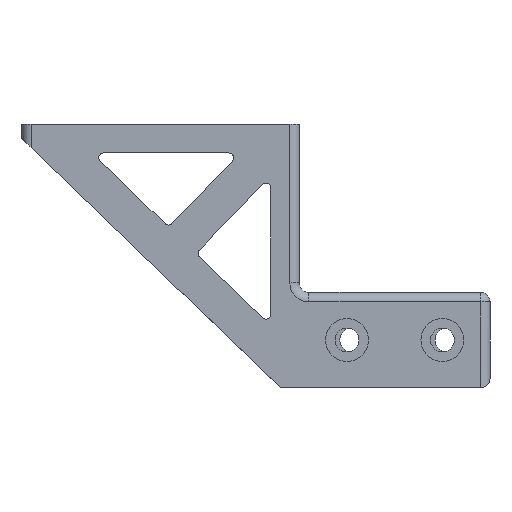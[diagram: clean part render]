
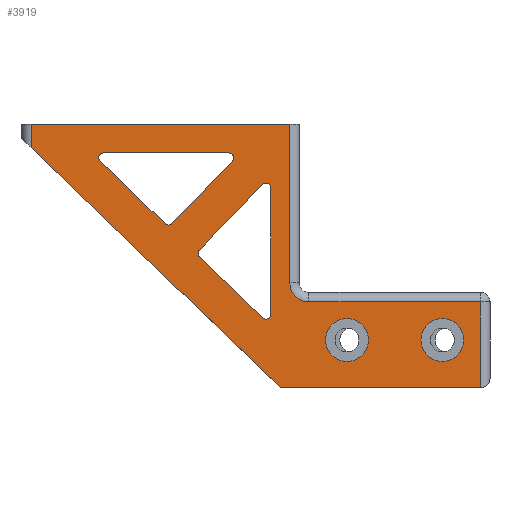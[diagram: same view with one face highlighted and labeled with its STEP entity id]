
A CAD part, left-side view. The second image highlights one B-rep face of the part: STEP entity #3919.
In plain terms, the highlighted planar face has unit normal (-1, 0, 0).
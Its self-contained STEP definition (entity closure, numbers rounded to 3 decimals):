
#30=FACE_BOUND('',#469,.T.);
#31=FACE_BOUND('',#470,.T.);
#32=FACE_BOUND('',#471,.T.);
#33=FACE_BOUND('',#472,.T.);
#114=PLANE('',#4197);
#239=FACE_OUTER_BOUND('',#468,.T.);
#468=EDGE_LOOP('',(#2757,#2758,#2759,#2760,#2761,#2762,#2763,#2764));
#469=EDGE_LOOP('',(#2765,#2766,#2767,#2768,#2769,#2770));
#470=EDGE_LOOP('',(#2771,#2772,#2773,#2774,#2775,#2776));
#471=EDGE_LOOP('',(#2777));
#472=EDGE_LOOP('',(#2778));
#755=LINE('',#5886,#1127);
#761=LINE('',#5901,#1133);
#764=LINE('',#5910,#1136);
#767=LINE('',#5922,#1139);
#771=LINE('',#5934,#1143);
#776=LINE('',#5946,#1148);
#778=LINE('',#5955,#1150);
#779=LINE('',#5958,#1151);
#793=LINE('',#6012,#1165);
#794=LINE('',#6014,#1166);
#795=LINE('',#6016,#1167);
#796=LINE('',#6018,#1168);
#797=LINE('',#6021,#1169);
#1127=VECTOR('',#4648,10.);
#1133=VECTOR('',#4662,10.);
#1136=VECTOR('',#4673,10.);
#1139=VECTOR('',#4684,10.);
#1143=VECTOR('',#4696,10.);
#1148=VECTOR('',#4709,10.);
#1150=VECTOR('',#4717,10.);
#1151=VECTOR('',#4720,10.);
#1165=VECTOR('',#4762,10.);
#1166=VECTOR('',#4763,10.);
#1167=VECTOR('',#4764,10.);
#1168=VECTOR('',#4765,10.);
#1169=VECTOR('',#4768,10.);
#1485=CIRCLE('',#4157,1.);
#1487=CIRCLE('',#4161,1.);
#1489=CIRCLE('',#4165,1.);
#1491=CIRCLE('',#4169,1.);
#1493=CIRCLE('',#4173,1.);
#1495=CIRCLE('',#4177,1.);
#1511=CIRCLE('',#4198,4.);
#1512=CIRCLE('',#4199,4.5);
#1513=CIRCLE('',#4200,4.5);
#1697=VERTEX_POINT('',#5876);
#1698=VERTEX_POINT('',#5877);
#1701=VERTEX_POINT('',#5885);
#1703=VERTEX_POINT('',#5891);
#1704=VERTEX_POINT('',#5892);
#1707=VERTEX_POINT('',#5903);
#1709=VERTEX_POINT('',#5912);
#1710=VERTEX_POINT('',#5913);
#1713=VERTEX_POINT('',#5921);
#1715=VERTEX_POINT('',#5927);
#1717=VERTEX_POINT('',#5933);
#1719=VERTEX_POINT('',#5939);
#1721=VERTEX_POINT('',#5948);
#1724=VERTEX_POINT('',#5953);
#1725=VERTEX_POINT('',#5957);
#1751=VERTEX_POINT('',#6011);
#1752=VERTEX_POINT('',#6013);
#1753=VERTEX_POINT('',#6015);
#1754=VERTEX_POINT('',#6017);
#1755=VERTEX_POINT('',#6019);
#1756=VERTEX_POINT('',#6022);
#1757=VERTEX_POINT('',#6024);
#2085=EDGE_CURVE('',#1697,#1698,#1485,.T.);
#2089=EDGE_CURVE('',#1701,#1698,#755,.T.);
#2092=EDGE_CURVE('',#1703,#1704,#1487,.T.);
#2097=EDGE_CURVE('',#1697,#1704,#761,.T.);
#2098=EDGE_CURVE('',#1701,#1707,#1489,.T.);
#2102=EDGE_CURVE('',#1703,#1707,#764,.T.);
#2103=EDGE_CURVE('',#1709,#1710,#1491,.T.);
#2107=EDGE_CURVE('',#1713,#1710,#767,.T.);
#2110=EDGE_CURVE('',#1713,#1715,#1493,.T.);
#2113=EDGE_CURVE('',#1717,#1715,#771,.T.);
#2116=EDGE_CURVE('',#1717,#1719,#1495,.T.);
#2120=EDGE_CURVE('',#1709,#1719,#776,.T.);
#2124=EDGE_CURVE('',#1724,#1721,#778,.T.);
#2125=EDGE_CURVE('',#1721,#1725,#779,.T.);
#2152=EDGE_CURVE('',#1724,#1751,#793,.T.);
#2153=EDGE_CURVE('',#1751,#1752,#794,.T.);
#2154=EDGE_CURVE('',#1753,#1752,#795,.T.);
#2155=EDGE_CURVE('',#1754,#1753,#796,.T.);
#2156=EDGE_CURVE('',#1755,#1754,#1511,.T.);
#2157=EDGE_CURVE('',#1725,#1755,#797,.T.);
#2158=EDGE_CURVE('',#1756,#1756,#1512,.T.);
#2159=EDGE_CURVE('',#1757,#1757,#1513,.T.);
#2757=ORIENTED_EDGE('',*,*,#2124,.F.);
#2758=ORIENTED_EDGE('',*,*,#2152,.T.);
#2759=ORIENTED_EDGE('',*,*,#2153,.T.);
#2760=ORIENTED_EDGE('',*,*,#2154,.F.);
#2761=ORIENTED_EDGE('',*,*,#2155,.F.);
#2762=ORIENTED_EDGE('',*,*,#2156,.F.);
#2763=ORIENTED_EDGE('',*,*,#2157,.F.);
#2764=ORIENTED_EDGE('',*,*,#2125,.F.);
#2765=ORIENTED_EDGE('',*,*,#2097,.T.);
#2766=ORIENTED_EDGE('',*,*,#2092,.F.);
#2767=ORIENTED_EDGE('',*,*,#2102,.T.);
#2768=ORIENTED_EDGE('',*,*,#2098,.F.);
#2769=ORIENTED_EDGE('',*,*,#2089,.T.);
#2770=ORIENTED_EDGE('',*,*,#2085,.F.);
#2771=ORIENTED_EDGE('',*,*,#2120,.T.);
#2772=ORIENTED_EDGE('',*,*,#2116,.F.);
#2773=ORIENTED_EDGE('',*,*,#2113,.T.);
#2774=ORIENTED_EDGE('',*,*,#2110,.F.);
#2775=ORIENTED_EDGE('',*,*,#2107,.T.);
#2776=ORIENTED_EDGE('',*,*,#2103,.F.);
#2777=ORIENTED_EDGE('',*,*,#2158,.T.);
#2778=ORIENTED_EDGE('',*,*,#2159,.T.);
#3919=ADVANCED_FACE('',(#239,#30,#31,#32,#33),#114,.T.);
#4157=AXIS2_PLACEMENT_3D('',#5878,#4640,#4641);
#4161=AXIS2_PLACEMENT_3D('',#5893,#4653,#4654);
#4165=AXIS2_PLACEMENT_3D('',#5904,#4665,#4666);
#4169=AXIS2_PLACEMENT_3D('',#5914,#4676,#4677);
#4173=AXIS2_PLACEMENT_3D('',#5928,#4689,#4690);
#4177=AXIS2_PLACEMENT_3D('',#5940,#4701,#4702);
#4197=AXIS2_PLACEMENT_3D('',#6010,#4760,#4761);
#4198=AXIS2_PLACEMENT_3D('',#6020,#4766,#4767);
#4199=AXIS2_PLACEMENT_3D('',#6023,#4769,#4770);
#4200=AXIS2_PLACEMENT_3D('',#6025,#4771,#4772);
#4640=DIRECTION('center_axis',(-1.,0.,0.));
#4641=DIRECTION('ref_axis',(0.,1.,-0.018));
#4648=DIRECTION('',(0.,0.72,0.694));
#4653=DIRECTION('center_axis',(-1.,0.,0.));
#4654=DIRECTION('ref_axis',(0.,-0.374,0.927));
#4662=DIRECTION('',(0.,-0.694,0.72));
#4665=DIRECTION('center_axis',(-1.,0.,0.));
#4666=DIRECTION('ref_axis',(0.,-0.391,-0.92));
#4673=DIRECTION('',(0.,0.,-1.));
#4676=DIRECTION('center_axis',(-1.,0.,0.));
#4677=DIRECTION('ref_axis',(0.,-0.92,0.391));
#4684=DIRECTION('',(0.,-1.,0.));
#4689=DIRECTION('center_axis',(-1.,0.,0.));
#4690=DIRECTION('ref_axis',(0.,0.927,0.374));
#4696=DIRECTION('',(0.,0.72,0.694));
#4701=DIRECTION('center_axis',(-1.,0.,0.));
#4702=DIRECTION('ref_axis',(0.,-0.018,-1.));
#4709=DIRECTION('',(0.,0.694,-0.72));
#4717=DIRECTION('',(0.,0.,1.));
#4720=DIRECTION('',(0.,-1.,0.));
#4760=DIRECTION('center_axis',(-1.,0.,0.));
#4761=DIRECTION('ref_axis',(0.,-1.,0.));
#4762=DIRECTION('',(0.,-0.72,-0.694));
#4763=DIRECTION('',(0.,-1.,0.));
#4764=DIRECTION('',(0.,0.,-1.));
#4765=DIRECTION('',(0.,-1.,0.));
#4766=DIRECTION('center_axis',(-1.,0.,0.));
#4767=DIRECTION('ref_axis',(0.,0.707,-0.707));
#4768=DIRECTION('',(0.,0.,-1.));
#4769=DIRECTION('center_axis',(1.,0.,0.));
#4770=DIRECTION('ref_axis',(0.,-1.,0.));
#4771=DIRECTION('center_axis',(1.,0.,0.));
#4772=DIRECTION('ref_axis',(0.,-1.,0.));
#5876=CARTESIAN_POINT('',(-27.1,-5.119,28.871));
#5877=CARTESIAN_POINT('',(-27.1,-5.145,27.458));
#5878=CARTESIAN_POINT('Origin',(-27.1,-5.839,28.177));
#5885=CARTESIAN_POINT('',(-27.1,-18.406,14.673));
#5886=CARTESIAN_POINT('',(-27.1,-9.83,22.941));
#5891=CARTESIAN_POINT('',(-27.1,-20.1,41.934));
#5892=CARTESIAN_POINT('',(-27.1,-18.38,42.628));
#5893=CARTESIAN_POINT('Origin',(-27.1,-19.1,41.934));
#5901=CARTESIAN_POINT('',(-27.1,11.405,11.731));
#5903=CARTESIAN_POINT('',(-27.1,-20.1,15.393));
#5904=CARTESIAN_POINT('Origin',(-27.1,-19.1,15.393));
#5910=CARTESIAN_POINT('',(-27.1,-20.1,22.206));
#5912=CARTESIAN_POINT('',(-27.1,-12.019,47.556));
#5913=CARTESIAN_POINT('',(-27.1,-11.299,49.25));
#5914=CARTESIAN_POINT('Origin',(-27.1,-11.299,48.25));
#5921=CARTESIAN_POINT('',(-27.1,14.983,49.25));
#5922=CARTESIAN_POINT('',(-27.1,24.781,49.25));
#5927=CARTESIAN_POINT('',(-27.1,15.677,47.53));
#5928=CARTESIAN_POINT('Origin',(-27.1,14.983,48.25));
#5933=CARTESIAN_POINT('',(-27.1,2.055,34.398));
#5934=CARTESIAN_POINT('',(-27.1,0.888,33.273));
#5939=CARTESIAN_POINT('',(-27.1,0.641,34.424));
#5940=CARTESIAN_POINT('Origin',(-27.1,1.361,35.118));
#5946=CARTESIAN_POINT('',(-27.1,9.671,25.056));
#5948=CARTESIAN_POINT('',(-27.1,30.1,55.25));
#5953=CARTESIAN_POINT('',(-27.1,30.1,50.322));
#5955=CARTESIAN_POINT('',(-27.1,30.1,0.));
#5957=CARTESIAN_POINT('',(-27.1,-24.1,55.25));
#5958=CARTESIAN_POINT('',(-27.1,32.1,55.25));
#6010=CARTESIAN_POINT('Origin',(-27.1,32.1,0.));
#6011=CARTESIAN_POINT('',(-27.1,-22.1,0.));
#6012=CARTESIAN_POINT('',(-27.1,19.046,39.666));
#6013=CARTESIAN_POINT('',(-27.1,-64.1,0.));
#6014=CARTESIAN_POINT('',(-27.1,32.1,0.));
#6015=CARTESIAN_POINT('',(-27.1,-64.1,18.));
#6016=CARTESIAN_POINT('',(-27.1,-64.1,5.));
#6017=CARTESIAN_POINT('',(-27.1,-28.1,18.));
#6018=CARTESIAN_POINT('',(-27.1,3.,18.));
#6019=CARTESIAN_POINT('',(-27.1,-24.1,22.));
#6020=CARTESIAN_POINT('Origin',(-27.1,-28.1,22.));
#6021=CARTESIAN_POINT('',(-27.1,-24.1,0.));
#6022=CARTESIAN_POINT('',(-27.1,-51.6,10.));
#6023=CARTESIAN_POINT('Origin',(-27.1,-56.1,10.));
#6024=CARTESIAN_POINT('',(-27.1,-31.6,10.));
#6025=CARTESIAN_POINT('Origin',(-27.1,-36.1,10.));
